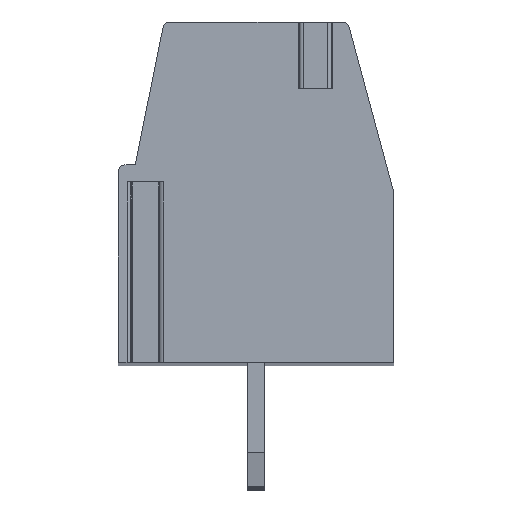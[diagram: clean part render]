
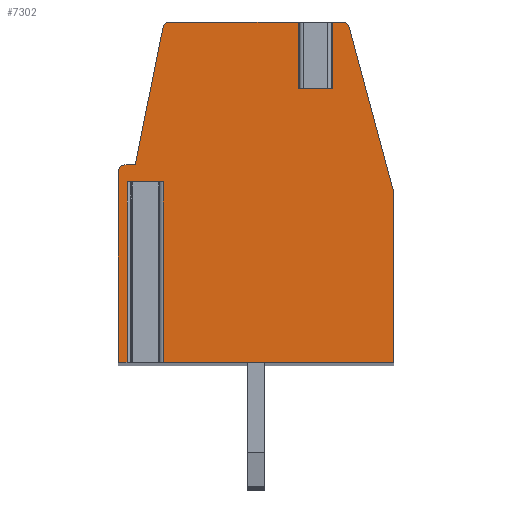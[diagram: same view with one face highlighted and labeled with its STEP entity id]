
A CAD part, top view. The second image highlights one B-rep face of the part: STEP entity #7302.
In plain terms, the highlighted planar face has unit normal (0, 0, 1).
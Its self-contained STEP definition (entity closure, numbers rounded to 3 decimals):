
#13=DIRECTION('',(-1.,0.,0.));
#14=VECTOR('',#13,1.07);
#15=CARTESIAN_POINT('',(-2.72,0.3,58.42));
#16=LINE('',#15,#14);
#17=DIRECTION('',(0.,-1.,0.));
#18=VECTOR('',#17,5.3);
#19=CARTESIAN_POINT('',(-3.79,0.3,58.42));
#20=LINE('',#19,#18);
#21=DIRECTION('',(1.,0.,0.));
#22=VECTOR('',#21,0.26);
#23=CARTESIAN_POINT('',(-4.05,-5.,58.42));
#24=LINE('',#23,#22);
#25=DIRECTION('',(0.,-1.,0.));
#26=VECTOR('',#25,5.6);
#27=CARTESIAN_POINT('',(-4.05,0.6,58.42));
#28=LINE('',#27,#26);
#29=CARTESIAN_POINT('',(-3.85,0.6,58.42));
#30=DIRECTION('',(0.,0.,1.));
#31=DIRECTION('',(0.,1.,0.));
#32=AXIS2_PLACEMENT_3D('',#29,#30,#31);
#34=DIRECTION('',(-1.,0.,0.));
#35=VECTOR('',#34,0.3);
#36=CARTESIAN_POINT('',(-3.55,0.8,58.42));
#37=LINE('',#36,#35);
#38=DIRECTION('',(-0.198,-0.98,0.));
#39=VECTOR('',#38,4.122);
#40=CARTESIAN_POINT('',(-2.732,4.84,58.42));
#41=LINE('',#40,#39);
#42=CARTESIAN_POINT('',(-2.536,4.8,58.42));
#43=DIRECTION('',(0.,0.,1.));
#44=DIRECTION('',(0.,1.,0.));
#45=AXIS2_PLACEMENT_3D('',#42,#43,#44);
#47=DIRECTION('',(-1.,0.,0.));
#48=VECTOR('',#47,3.981);
#49=CARTESIAN_POINT('',(1.445,5.,58.42));
#50=LINE('',#49,#48);
#51=DIRECTION('',(0.,-1.,0.));
#52=VECTOR('',#51,1.95);
#53=CARTESIAN_POINT('',(1.445,5.,58.42));
#54=LINE('',#53,#52);
#55=DIRECTION('',(-1.,0.,0.));
#56=VECTOR('',#55,0.6);
#57=CARTESIAN_POINT('',(2.045,3.05,58.42));
#58=LINE('',#57,#56);
#59=DIRECTION('',(0.,-1.,0.));
#60=VECTOR('',#59,1.95);
#61=CARTESIAN_POINT('',(2.045,5.,58.42));
#62=LINE('',#61,#60);
#63=DIRECTION('',(-1.,0.,0.));
#64=VECTOR('',#63,0.502);
#65=CARTESIAN_POINT('',(2.547,5.,58.42));
#66=LINE('',#65,#64);
#67=CARTESIAN_POINT('',(2.547,4.8,58.42));
#68=DIRECTION('',(0.,0.,1.));
#69=DIRECTION('',(0.965,0.261,0.));
#70=AXIS2_PLACEMENT_3D('',#67,#68,#69);
#72=DIRECTION('',(-0.261,0.965,0.));
#73=VECTOR('',#72,5.026);
#74=CARTESIAN_POINT('',(4.05,0.,58.42));
#75=LINE('',#74,#73);
#76=DIRECTION('',(0.,1.,0.));
#77=VECTOR('',#76,5.);
#78=CARTESIAN_POINT('',(4.05,-5.,58.42));
#79=LINE('',#78,#77);
#80=DIRECTION('',(1.,0.,0.));
#81=VECTOR('',#80,6.77);
#82=CARTESIAN_POINT('',(-2.72,-5.,58.42));
#83=LINE('',#82,#81);
#84=DIRECTION('',(0.,-1.,0.));
#85=VECTOR('',#84,5.3);
#86=CARTESIAN_POINT('',(-2.72,0.3,58.42));
#87=LINE('',#86,#85);
#5699=CARTESIAN_POINT('',(4.05,0.,58.42));
#5700=CARTESIAN_POINT('',(2.74,4.852,58.42));
#5701=VERTEX_POINT('',#5699);
#5702=VERTEX_POINT('',#5700);
#5703=CARTESIAN_POINT('',(2.547,5.,58.42));
#5704=VERTEX_POINT('',#5703);
#5705=CARTESIAN_POINT('',(-2.536,5.,58.42));
#5706=CARTESIAN_POINT('',(-2.732,4.84,58.42));
#5707=VERTEX_POINT('',#5705);
#5708=VERTEX_POINT('',#5706);
#5709=CARTESIAN_POINT('',(-3.55,0.8,58.42));
#5710=VERTEX_POINT('',#5709);
#5711=CARTESIAN_POINT('',(-3.85,0.8,58.42));
#5712=VERTEX_POINT('',#5711);
#5713=CARTESIAN_POINT('',(-4.05,0.6,58.42));
#5714=VERTEX_POINT('',#5713);
#5715=CARTESIAN_POINT('',(-4.05,-5.,58.42));
#5716=VERTEX_POINT('',#5715);
#5717=CARTESIAN_POINT('',(4.05,-5.,58.42));
#5718=VERTEX_POINT('',#5717);
#5779=CARTESIAN_POINT('',(2.045,3.05,58.42));
#5780=CARTESIAN_POINT('',(1.445,3.05,58.42));
#5781=VERTEX_POINT('',#5779);
#5782=VERTEX_POINT('',#5780);
#5783=CARTESIAN_POINT('',(1.445,5.,58.42));
#5784=VERTEX_POINT('',#5783);
#5785=CARTESIAN_POINT('',(2.045,5.,58.42));
#5786=VERTEX_POINT('',#5785);
#5799=CARTESIAN_POINT('',(-2.72,0.3,58.42));
#5800=CARTESIAN_POINT('',(-3.79,0.3,58.42));
#5801=VERTEX_POINT('',#5799);
#5802=VERTEX_POINT('',#5800);
#5803=CARTESIAN_POINT('',(-2.72,-5.,58.42));
#5804=VERTEX_POINT('',#5803);
#5805=CARTESIAN_POINT('',(-3.79,-5.,58.42));
#5806=VERTEX_POINT('',#5805);
#7259=CARTESIAN_POINT('',(0.,0.,58.42));
#7260=DIRECTION('',(0.,0.,1.));
#7261=DIRECTION('',(1.,0.,0.));
#7262=AXIS2_PLACEMENT_3D('',#7259,#7260,#7261);
#7263=PLANE('',#7262);
#7265=ORIENTED_EDGE('',*,*,#7264,.T.);
#7267=ORIENTED_EDGE('',*,*,#7266,.T.);
#7269=ORIENTED_EDGE('',*,*,#7268,.F.);
#7271=ORIENTED_EDGE('',*,*,#7270,.F.);
#7273=ORIENTED_EDGE('',*,*,#7272,.F.);
#7275=ORIENTED_EDGE('',*,*,#7274,.F.);
#7277=ORIENTED_EDGE('',*,*,#7276,.F.);
#7279=ORIENTED_EDGE('',*,*,#7278,.F.);
#7281=ORIENTED_EDGE('',*,*,#7280,.F.);
#7283=ORIENTED_EDGE('',*,*,#7282,.T.);
#7285=ORIENTED_EDGE('',*,*,#7284,.F.);
#7287=ORIENTED_EDGE('',*,*,#7286,.F.);
#7289=ORIENTED_EDGE('',*,*,#7288,.F.);
#7291=ORIENTED_EDGE('',*,*,#7290,.F.);
#7293=ORIENTED_EDGE('',*,*,#7292,.F.);
#7295=ORIENTED_EDGE('',*,*,#7294,.F.);
#7297=ORIENTED_EDGE('',*,*,#7296,.F.);
#7299=ORIENTED_EDGE('',*,*,#7298,.F.);
#7300=EDGE_LOOP('',(#7265,#7267,#7269,#7271,#7273,#7275,#7277,#7279,#7281,#7283,
#7285,#7287,#7289,#7291,#7293,#7295,#7297,#7299));
#7301=FACE_OUTER_BOUND('',#7300,.F.);
#33=CIRCLE('',#32,0.2);
#46=CIRCLE('',#45,0.2);
#71=CIRCLE('',#70,0.2);
#7264=EDGE_CURVE('',#5801,#5802,#16,.T.);
#7266=EDGE_CURVE('',#5802,#5806,#20,.T.);
#7268=EDGE_CURVE('',#5716,#5806,#24,.T.);
#7270=EDGE_CURVE('',#5714,#5716,#28,.T.);
#7272=EDGE_CURVE('',#5712,#5714,#33,.T.);
#7274=EDGE_CURVE('',#5710,#5712,#37,.T.);
#7276=EDGE_CURVE('',#5708,#5710,#41,.T.);
#7278=EDGE_CURVE('',#5707,#5708,#46,.T.);
#7280=EDGE_CURVE('',#5784,#5707,#50,.T.);
#7282=EDGE_CURVE('',#5784,#5782,#54,.T.);
#7284=EDGE_CURVE('',#5781,#5782,#58,.T.);
#7286=EDGE_CURVE('',#5786,#5781,#62,.T.);
#7288=EDGE_CURVE('',#5704,#5786,#66,.T.);
#7290=EDGE_CURVE('',#5702,#5704,#71,.T.);
#7292=EDGE_CURVE('',#5701,#5702,#75,.T.);
#7294=EDGE_CURVE('',#5718,#5701,#79,.T.);
#7296=EDGE_CURVE('',#5804,#5718,#83,.T.);
#7298=EDGE_CURVE('',#5801,#5804,#87,.T.);
#7302=ADVANCED_FACE('',(#7301),#7263,.T.);
